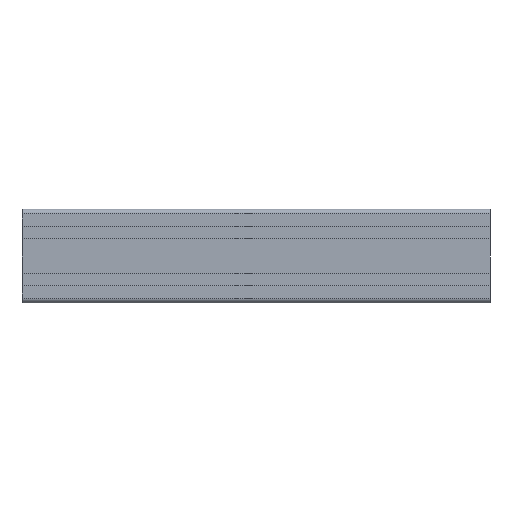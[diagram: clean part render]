
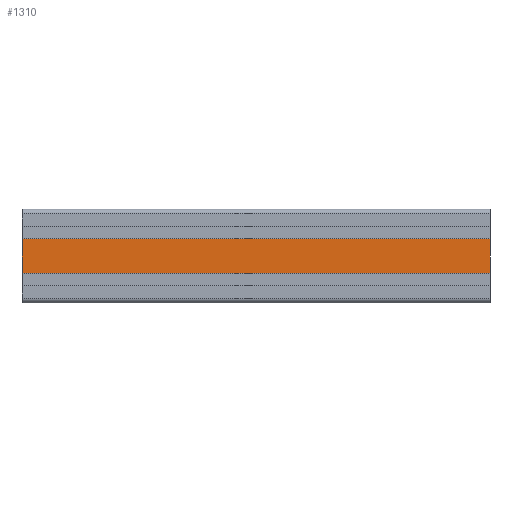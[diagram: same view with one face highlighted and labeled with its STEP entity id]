
A CAD part, left-side view. The second image highlights one B-rep face of the part: STEP entity #1310.
In plain terms, the highlighted face is planar.
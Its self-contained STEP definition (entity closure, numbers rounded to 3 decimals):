
#663 = VERTEX_POINT ( 'NONE', #3189 ) ;
#671 = VERTEX_POINT ( 'NONE', #3185 ) ;
#674 = VERTEX_POINT ( 'NONE', #3190 ) ;
#685 = ORIENTED_EDGE ( 'NONE', *, *, #2589, .T. ) ;
#691 = ORIENTED_EDGE ( 'NONE', *, *, #2540, .T. ) ;
#695 = ORIENTED_EDGE ( 'NONE', *, *, #2597, .F. ) ;
#898 = ORIENTED_EDGE ( 'NONE', *, *, #2577, .F. ) ;
#1310 = ADVANCED_FACE ( 'PLANAR_25', ( #3223 ), #3231, .T. ) ;
#1850 = LINE ( 'NONE', #1864, #4684 ) ;
#1864 = CARTESIAN_POINT ( 'NONE',  ( 15., 10.9, -300. ) ) ;
#1866 = DIRECTION ( 'NONE',  ( 0., 0., 1. ) ) ;
#2128 = EDGE_LOOP ( 'NONE', ( #695, #898, #685, #691 ) ) ;
#2540 = EDGE_CURVE ( 'NONE', #674, #663, #1850, .T. ) ;
#2577 = EDGE_CURVE ( 'NONE', #5079, #671, #3375, .T. ) ;
#2589 = EDGE_CURVE ( 'NONE', #5079, #674, #3412, .T. ) ;
#2597 = EDGE_CURVE ( 'NONE', #671, #663, #3440, .T. ) ;
#3185 = CARTESIAN_POINT ( 'NONE',  ( 15., -10.9, 0. ) ) ;
#3189 = CARTESIAN_POINT ( 'NONE',  ( 15., 10.9, 0. ) ) ;
#3190 = CARTESIAN_POINT ( 'NONE',  ( 15., 10.9, -300. ) ) ;
#3223 = FACE_OUTER_BOUND ( 'NONE', #2128, .T. ) ;
#3224 = CARTESIAN_POINT ( 'NONE',  ( 15., -10.9, -300. ) ) ;
#3225 = DIRECTION ( 'NONE',  ( 1., 0., 0. ) ) ;
#3231 = PLANE ( 'NONE',  #4389 ) ;
#3232 = DIRECTION ( 'NONE',  ( 0., 0., -1. ) ) ;
#3375 = LINE ( 'NONE', #3389, #4147 ) ;
#3389 = CARTESIAN_POINT ( 'NONE',  ( 15., -10.9, -300. ) ) ;
#3395 = DIRECTION ( 'NONE',  ( 0., 0., 1. ) ) ;
#3412 = LINE ( 'NONE', #3414, #4134 ) ;
#3414 = CARTESIAN_POINT ( 'NONE',  ( 15., -10.9, -300. ) ) ;
#3433 = DIRECTION ( 'NONE',  ( 0., 1., 0. ) ) ;
#3440 = LINE ( 'NONE', #3450, #4118 ) ;
#3446 = DIRECTION ( 'NONE',  ( 0., 1., 0. ) ) ;
#3450 = CARTESIAN_POINT ( 'NONE',  ( 15., -10.9, 0. ) ) ;
#4118 = VECTOR ( 'NONE', #3446, 1000. ) ;
#4134 = VECTOR ( 'NONE', #3433, 1000. ) ;
#4147 = VECTOR ( 'NONE', #3395, 1000. ) ;
#4389 = AXIS2_PLACEMENT_3D ( 'NONE', #3224, #3225, #3232 ) ;
#4684 = VECTOR ( 'NONE', #1866, 1000. ) ;
#4900 = CARTESIAN_POINT ( 'NONE',  ( 15., -10.9, -300. ) ) ;
#5079 = VERTEX_POINT ( 'NONE', #4900 ) ;
